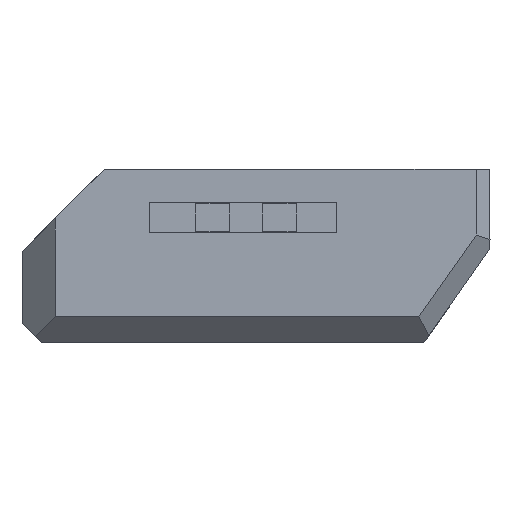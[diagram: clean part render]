
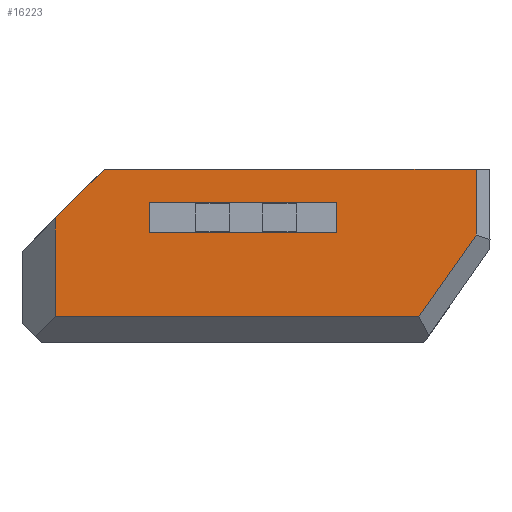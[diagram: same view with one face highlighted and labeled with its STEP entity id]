
A CAD part, left-side view. The second image highlights one B-rep face of the part: STEP entity #16223.
In plain terms, the highlighted planar face has unit normal (-1, 0, 0).
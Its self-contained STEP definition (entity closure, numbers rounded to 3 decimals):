
#67 = DIRECTION ( 'NONE',  ( 0., 1., 0. ) ) ;
#193 = LINE ( 'NONE', #1835, #11379 ) ;
#312 = CARTESIAN_POINT ( 'NONE',  ( -77., -11.929, 26. ) ) ;
#313 = CARTESIAN_POINT ( 'NONE',  ( -77., 37., 0. ) ) ;
#368 = LINE ( 'NONE', #14127, #13123 ) ;
#455 = ORIENTED_EDGE ( 'NONE', *, *, #19912, .F. ) ;
#975 = VERTEX_POINT ( 'NONE', #10324 ) ;
#1364 = LINE ( 'NONE', #313, #7501 ) ;
#1527 = ORIENTED_EDGE ( 'NONE', *, *, #13306, .F. ) ;
#1835 = CARTESIAN_POINT ( 'NONE',  ( -77., -14.7, 21. ) ) ;
#3861 = DIRECTION ( 'NONE',  ( 0., -0.707, 0.707 ) ) ;
#4101 = DIRECTION ( 'NONE',  ( 0., 0., -1. ) ) ;
#4572 = CARTESIAN_POINT ( 'NONE',  ( -77., 9., 0. ) ) ;
#4837 = LINE ( 'NONE', #14067, #11209 ) ;
#5227 = VERTEX_POINT ( 'NONE', #9429 ) ;
#5243 = LINE ( 'NONE', #14280, #17983 ) ;
#5347 = DIRECTION ( 'NONE',  ( 0., 0.574, -0.819 ) ) ;
#5702 = VERTEX_POINT ( 'NONE', #17213 ) ;
#5884 = DIRECTION ( 'NONE',  ( 0., 0., -1. ) ) ;
#6158 = LINE ( 'NONE', #17590, #7984 ) ;
#6316 = EDGE_CURVE ( 'NONE', #16161, #12879, #12233, .T. ) ;
#6565 = EDGE_CURVE ( 'NONE', #10406, #5702, #19612, .T. ) ;
#6580 = VECTOR ( 'NONE', #19838, 1000. ) ;
#6651 = VECTOR ( 'NONE', #5347, 1000. ) ;
#6821 = FACE_OUTER_BOUND ( 'NONE', #19312, .T. ) ;
#6867 = ORIENTED_EDGE ( 'NONE', *, *, #9601, .F. ) ;
#6883 = CARTESIAN_POINT ( 'NONE',  ( -77., -14.7, 16.5 ) ) ;
#7501 = VECTOR ( 'NONE', #13918, 1000. ) ;
#7534 = EDGE_CURVE ( 'NONE', #15072, #5227, #193, .T. ) ;
#7572 = VERTEX_POINT ( 'NONE', #8304 ) ;
#7984 = VECTOR ( 'NONE', #12629, 1000. ) ;
#8304 = CARTESIAN_POINT ( 'NONE',  ( -77., 51., 3.899 ) ) ;
#8949 = ORIENTED_EDGE ( 'NONE', *, *, #15350, .F. ) ;
#9429 = CARTESIAN_POINT ( 'NONE',  ( -77., 37., 21. ) ) ;
#9601 = EDGE_CURVE ( 'NONE', #5227, #10406, #1364, .T. ) ;
#9978 = VERTEX_POINT ( 'NONE', #312 ) ;
#10046 = CARTESIAN_POINT ( 'NONE',  ( -77., -14.7, 26. ) ) ;
#10122 = EDGE_CURVE ( 'NONE', #10568, #975, #4837, .T. ) ;
#10324 = CARTESIAN_POINT ( 'NONE',  ( -77., 43.7, 26. ) ) ;
#10406 = VERTEX_POINT ( 'NONE', #21960 ) ;
#10568 = VERTEX_POINT ( 'NONE', #15742 ) ;
#10847 = LINE ( 'NONE', #4572, #6580 ) ;
#11209 = VECTOR ( 'NONE', #3861, 1000. ) ;
#11379 = VECTOR ( 'NONE', #67, 1000. ) ;
#12233 = LINE ( 'NONE', #15358, #6651 ) ;
#12247 = ORIENTED_EDGE ( 'NONE', *, *, #7534, .F. ) ;
#12629 = DIRECTION ( 'NONE',  ( 0., 0., 1. ) ) ;
#12879 = VERTEX_POINT ( 'NONE', #17913 ) ;
#13123 = VECTOR ( 'NONE', #21216, 1000. ) ;
#13306 = EDGE_CURVE ( 'NONE', #12879, #7572, #368, .T. ) ;
#13918 = DIRECTION ( 'NONE',  ( 0., 0., -1. ) ) ;
#13962 = ORIENTED_EDGE ( 'NONE', *, *, #17934, .F. ) ;
#14067 = CARTESIAN_POINT ( 'NONE',  ( -77., 72.7, -3. ) ) ;
#14127 = CARTESIAN_POINT ( 'NONE',  ( -77., -14.7, 3.899 ) ) ;
#14280 = CARTESIAN_POINT ( 'NONE',  ( -77., -11.929, 0. ) ) ;
#14329 = EDGE_LOOP ( 'NONE', ( #8949, #18389, #6867, #12247 ) ) ;
#14892 = DIRECTION ( 'NONE',  ( 0., -1., 0. ) ) ;
#15072 = VERTEX_POINT ( 'NONE', #15724 ) ;
#15350 = EDGE_CURVE ( 'NONE', #5702, #15072, #10847, .T. ) ;
#15358 = CARTESIAN_POINT ( 'NONE',  ( -77., -11.929, 16.139 ) ) ;
#15724 = CARTESIAN_POINT ( 'NONE',  ( -77., 9., 21. ) ) ;
#15742 = CARTESIAN_POINT ( 'NONE',  ( -77., 51., 18.7 ) ) ;
#16039 = CARTESIAN_POINT ( 'NONE',  ( -77., -14.7, 0. ) ) ;
#16161 = VERTEX_POINT ( 'NONE', #19453 ) ;
#16223 = ADVANCED_FACE ( 'NONE', ( #6821, #20335 ), #20924, .F. ) ;
#16351 = ORIENTED_EDGE ( 'NONE', *, *, #20107, .F. ) ;
#16736 = DIRECTION ( 'NONE',  ( 0., -1., 0. ) ) ;
#17213 = CARTESIAN_POINT ( 'NONE',  ( -77., 9., 16.5 ) ) ;
#17460 = VECTOR ( 'NONE', #14892, 1000. ) ;
#17513 = DIRECTION ( 'NONE',  ( 1., 0., 0. ) ) ;
#17590 = CARTESIAN_POINT ( 'NONE',  ( -77., 51., 0. ) ) ;
#17760 = VECTOR ( 'NONE', #16736, 1000. ) ;
#17913 = CARTESIAN_POINT ( 'NONE',  ( -77., -3.359, 3.899 ) ) ;
#17934 = EDGE_CURVE ( 'NONE', #7572, #10568, #6158, .T. ) ;
#17983 = VECTOR ( 'NONE', #4101, 1000. ) ;
#18040 = AXIS2_PLACEMENT_3D ( 'NONE', #16039, #17513, #5884 ) ;
#18389 = ORIENTED_EDGE ( 'NONE', *, *, #6565, .F. ) ;
#19312 = EDGE_LOOP ( 'NONE', ( #21595, #13962, #1527, #20060, #455, #16351 ) ) ;
#19453 = CARTESIAN_POINT ( 'NONE',  ( -77., -11.929, 16.139 ) ) ;
#19612 = LINE ( 'NONE', #6883, #17760 ) ;
#19838 = DIRECTION ( 'NONE',  ( 0., 0., 1. ) ) ;
#19912 = EDGE_CURVE ( 'NONE', #9978, #16161, #5243, .T. ) ;
#20060 = ORIENTED_EDGE ( 'NONE', *, *, #6316, .F. ) ;
#20107 = EDGE_CURVE ( 'NONE', #975, #9978, #21968, .T. ) ;
#20335 = FACE_BOUND ( 'NONE', #14329, .T. ) ;
#20924 = PLANE ( 'NONE',  #18040 ) ;
#21216 = DIRECTION ( 'NONE',  ( 0., 1., 0. ) ) ;
#21595 = ORIENTED_EDGE ( 'NONE', *, *, #10122, .F. ) ;
#21960 = CARTESIAN_POINT ( 'NONE',  ( -77., 37., 16.5 ) ) ;
#21968 = LINE ( 'NONE', #10046, #17460 ) ;
